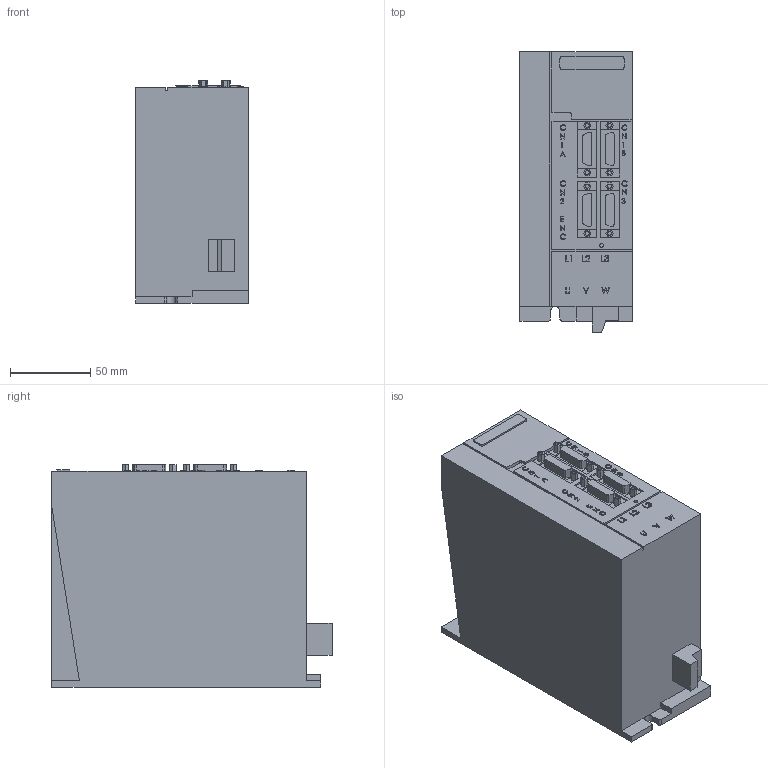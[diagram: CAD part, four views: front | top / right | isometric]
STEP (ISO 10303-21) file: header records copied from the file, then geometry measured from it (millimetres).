
FILE_DESCRIPTION (( 'STEP AP203' ), '1' );
FILE_NAME ('Servo-ampliflier-MR-J2S-60AB-Aratron-STEP.step', '2002-08-21T13:19:13', ( 'Jimmy Richardsson' ), ( 'Cevican AB' ), 'SwSTEP 2.0', 'SolidWorks 2002002', '' );
FILE_SCHEMA (( 'CONFIG_CONTROL_DESIGN' ));
Length unit declared in the file: millimetre
Products named in the file (1): Servo-ampliflier-MR-J2S-60AB-Aratron-STEP
Bounding box: 70 x 175 x 139 mm (x, y, z)
Volume: 1481956 mm3; surface area: 91033.6 mm2
Topology: 1 solids, 1 shells, 508 faces, 1355 edges, 903 vertices
Faces by surface type: plane 363, bspline 101, cylinder 44
Entity records: 24681 total; most frequent: CARTESIAN_POINT 12514, ORIENTED_EDGE 2710, DIRECTION 2058, EDGE_CURVE 1355, VECTOR 1064, LINE 1064, VERTEX_POINT 903, EDGE_LOOP 564
